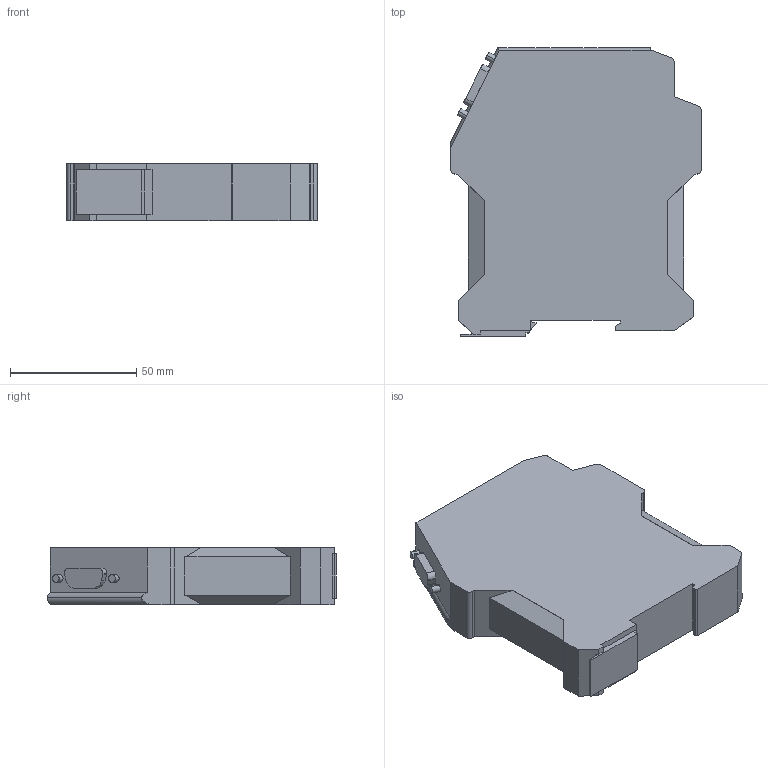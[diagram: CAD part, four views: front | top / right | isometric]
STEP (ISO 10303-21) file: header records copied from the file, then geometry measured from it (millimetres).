
FILE_DESCRIPTION(('SolidDesigner STEP Export'),'2;1');
FILE_NAME('2313067_PSI_DATA_BASIC_MODEM_RS232-select.stp','2011-05-24T13:38:21',(''),(''),'CoCreate Modeling STEP processor for AP214 (Solid Model)','CoCreate Modeling 16.00A 16-Aug-2008 (C) Parametric Technology GmbH','');
FILE_SCHEMA(('AUTOMOTIVE_DESIGN { 1 0 10303 214 1 1 1 1 }'));
Length unit declared in the file: millimetre
Products named in the file (2): 2313067_PSI_DATA_BASIC_MODEM_RS232-select
Assembly tree (1 placements, depth 2):
  2313067_PSI_DATA_BASIC_MODEM_RS232-select
    2313067_PSI_DATA_BASIC_MODEM_RS232-select
Bounding box: 99 x 114.25 x 22.6 mm (x, y, z)
Volume: 211723.5 mm3; surface area: 30177.9 mm2
Topology: 1 solids, 1 shells, 185 faces, 504 edges, 333 vertices
Faces by surface type: plane 155, cylinder 30
Entity records: 6618 total; most frequent: ORIENTED_EDGE 1008, CARTESIAN_POINT 961, DIRECTION 854, EDGE_CURVE 504, VECTOR 402, LINE 402, VERTEX_POINT 333, AXIS2_PLACEMENT_3D 226
